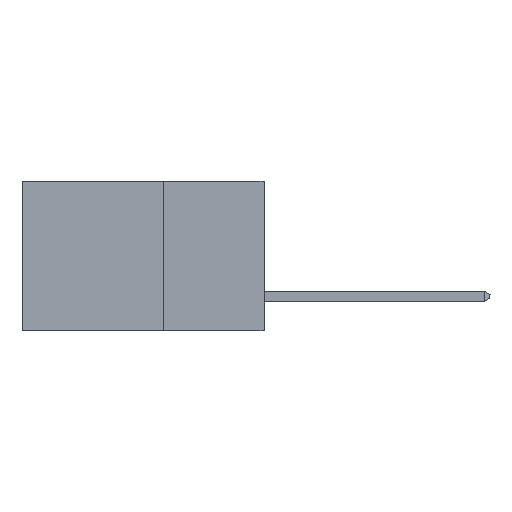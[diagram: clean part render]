
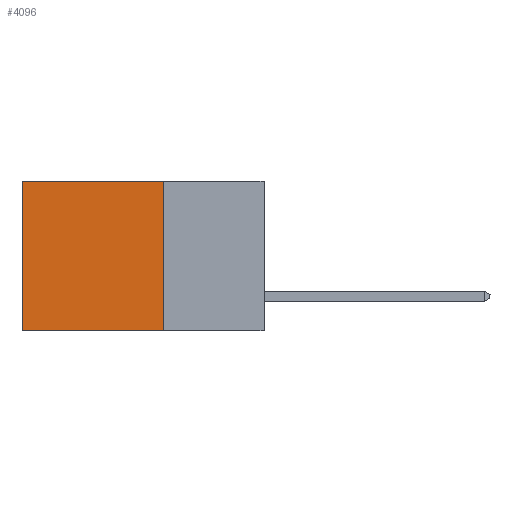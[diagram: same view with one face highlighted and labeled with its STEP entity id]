
A CAD part, left-side view. The second image highlights one B-rep face of the part: STEP entity #4096.
In plain terms, the highlighted planar face has unit normal (-1, 0, 0).
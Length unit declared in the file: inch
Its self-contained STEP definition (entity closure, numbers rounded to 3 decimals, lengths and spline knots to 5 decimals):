
#4 = EDGE_LOOP ( 'NONE', ( #2752, #13538, #4156, #2534 ) ) ;
#185 = VERTEX_POINT ( 'NONE', #4731 ) ;
#201 = DIRECTION ( 'NONE',  ( 1., 0., 0. ) ) ;
#2534 = ORIENTED_EDGE ( 'NONE', *, *, #13737, .T. ) ;
#2701 = FACE_OUTER_BOUND ( 'NONE', #4, .T. ) ;
#2752 = ORIENTED_EDGE ( 'NONE', *, *, #11914, .T. ) ;
#3313 = EDGE_CURVE ( 'NONE', #16827, #3348, #4267, .T. ) ;
#3348 = VERTEX_POINT ( 'NONE', #4830 ) ;
#4096 = ADVANCED_FACE ( 'NONE', ( #2701 ), #4195, .F. ) ;
#4156 = ORIENTED_EDGE ( 'NONE', *, *, #3313, .F. ) ;
#4195 = PLANE ( 'NONE',  #16695 ) ;
#4267 = LINE ( 'NONE', #13833, #13597 ) ;
#4387 = CARTESIAN_POINT ( 'NONE',  ( 0.2615, 0.25, -0.37 ) ) ;
#4478 = DIRECTION ( 'NONE',  ( 0., 1., 0. ) ) ;
#4713 = VERTEX_POINT ( 'NONE', #17177 ) ;
#4731 = CARTESIAN_POINT ( 'NONE',  ( 0.2615, 0.6, -0.37 ) ) ;
#4830 = CARTESIAN_POINT ( 'NONE',  ( 0.2615, 0.25, -0.37 ) ) ;
#5093 = VECTOR ( 'NONE', #6192, 39.37008 ) ;
#6192 = DIRECTION ( 'NONE',  ( 0., 0., -1. ) ) ;
#7156 = DIRECTION ( 'NONE',  ( 0., 0., -1. ) ) ;
#7622 = EDGE_CURVE ( 'NONE', #3348, #185, #15109, .T. ) ;
#8189 = CARTESIAN_POINT ( 'NONE',  ( 0.2615, 0.25, -0.37 ) ) ;
#8366 = CARTESIAN_POINT ( 'NONE',  ( 0.2615, 0.25, 0. ) ) ;
#8876 = LINE ( 'NONE', #13184, #5093 ) ;
#9679 = LINE ( 'NONE', #8366, #11341 ) ;
#11341 = VECTOR ( 'NONE', #4478, 39.37008 ) ;
#11914 = EDGE_CURVE ( 'NONE', #4713, #185, #8876, .T. ) ;
#13184 = CARTESIAN_POINT ( 'NONE',  ( 0.2615, 0.6, -0.37 ) ) ;
#13444 = VECTOR ( 'NONE', #15199, 39.37008 ) ;
#13538 = ORIENTED_EDGE ( 'NONE', *, *, #7622, .F. ) ;
#13542 = DIRECTION ( 'NONE',  ( 0., 0., -1. ) ) ;
#13597 = VECTOR ( 'NONE', #7156, 39.37008 ) ;
#13737 = EDGE_CURVE ( 'NONE', #16827, #4713, #9679, .T. ) ;
#13833 = CARTESIAN_POINT ( 'NONE',  ( 0.2615, 0.25, -0.37 ) ) ;
#15109 = LINE ( 'NONE', #4387, #13444 ) ;
#15199 = DIRECTION ( 'NONE',  ( 0., 1., 0. ) ) ;
#15338 = CARTESIAN_POINT ( 'NONE',  ( 0.2615, 0.25, 0. ) ) ;
#16695 = AXIS2_PLACEMENT_3D ( 'NONE', #8189, #201, #13542 ) ;
#16827 = VERTEX_POINT ( 'NONE', #15338 ) ;
#17177 = CARTESIAN_POINT ( 'NONE',  ( 0.2615, 0.6, 0. ) ) ;
